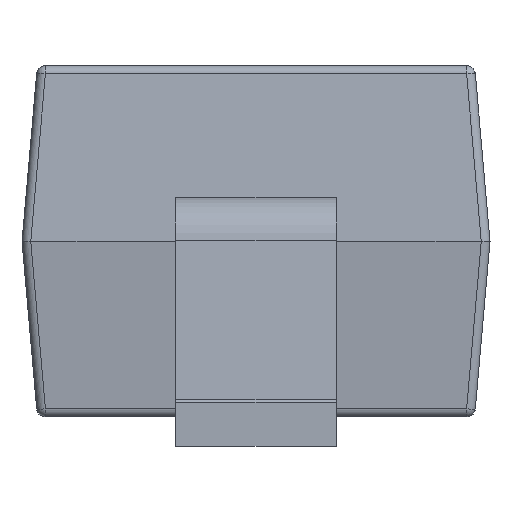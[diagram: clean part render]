
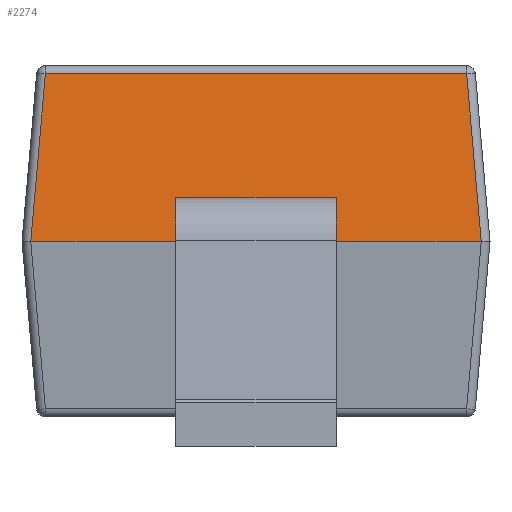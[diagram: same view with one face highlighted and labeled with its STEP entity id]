
A CAD part, left-side view. The second image highlights one B-rep face of the part: STEP entity #2274.
In plain terms, the highlighted planar face has unit normal (-0.996, 0, 0.087).
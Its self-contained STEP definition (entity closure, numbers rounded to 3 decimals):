
#114 = ORIENTED_EDGE ( 'NONE', *, *, #3106, .T. ) ;
#193 = VERTEX_POINT ( 'NONE', #5141 ) ;
#210 = VERTEX_POINT ( 'NONE', #5714 ) ;
#249 = DIRECTION ( 'NONE',  ( 0.087, 0., 0.996 ) ) ;
#250 = CARTESIAN_POINT ( 'NONE',  ( -1.337, -0.275, 0.15 ) ) ;
#461 = EDGE_CURVE ( 'NONE', #4900, #193, #2794, .T. ) ;
#570 = EDGE_LOOP ( 'NONE', ( #7538, #7452, #7164, #4725, #810, #4776, #3221, #114 ) ) ;
#573 = DIRECTION ( 'NONE',  ( 0., -1., 0. ) ) ;
#629 = DIRECTION ( 'NONE',  ( -0.087, 0.087, -0.992 ) ) ;
#660 = CARTESIAN_POINT ( 'NONE',  ( -1.35, 0.8, 0. ) ) ;
#729 = CARTESIAN_POINT ( 'NONE',  ( -1.337, 0.275, 0.15 ) ) ;
#761 = VERTEX_POINT ( 'NONE', #2072 ) ;
#810 = ORIENTED_EDGE ( 'NONE', *, *, #2388, .T. ) ;
#977 = DIRECTION ( 'NONE',  ( 0., -1., 0. ) ) ;
#1023 = DIRECTION ( 'NONE',  ( 0.087, 0.087, 0.992 ) ) ;
#1027 = VECTOR ( 'NONE', #573, 1000. ) ;
#1310 = VERTEX_POINT ( 'NONE', #250 ) ;
#1445 = EDGE_CURVE ( 'NONE', #761, #210, #4391, .T. ) ;
#1508 = CARTESIAN_POINT ( 'NONE',  ( -1.337, 0.8, 0.15 ) ) ;
#1535 = CARTESIAN_POINT ( 'NONE',  ( -1.35, -0.77, 0. ) ) ;
#1959 = LINE ( 'NONE', #2358, #2587 ) ;
#2072 = CARTESIAN_POINT ( 'NONE',  ( -1.3, -0.72, 0.573 ) ) ;
#2077 = DIRECTION ( 'NONE',  ( 0., 1., 0. ) ) ;
#2248 = VECTOR ( 'NONE', #5415, 1000. ) ;
#2274 = ADVANCED_FACE ( 'NONE', ( #5697 ), #6046, .T. ) ;
#2286 = LINE ( 'NONE', #1508, #6426 ) ;
#2358 = CARTESIAN_POINT ( 'NONE',  ( -1.35, -0.275, 0. ) ) ;
#2370 = CARTESIAN_POINT ( 'NONE',  ( -1.35, 0.8, 0. ) ) ;
#2388 = EDGE_CURVE ( 'NONE', #5056, #1310, #2286, .T. ) ;
#2587 = VECTOR ( 'NONE', #5250, 1000. ) ;
#2794 = LINE ( 'NONE', #2370, #1027 ) ;
#2967 = CARTESIAN_POINT ( 'NONE',  ( -1.35, 0.275, 0. ) ) ;
#3017 = EDGE_CURVE ( 'NONE', #5813, #1310, #1959, .T. ) ;
#3106 = EDGE_CURVE ( 'NONE', #7342, #761, #5307, .T. ) ;
#3221 = ORIENTED_EDGE ( 'NONE', *, *, #6962, .T. ) ;
#3235 = EDGE_CURVE ( 'NONE', #193, #5056, #6567, .T. ) ;
#3570 = AXIS2_PLACEMENT_3D ( 'NONE', #5035, #5648, #249 ) ;
#3692 = VECTOR ( 'NONE', #1023, 1000. ) ;
#3863 = CARTESIAN_POINT ( 'NONE',  ( -1.35, 0.77, 0. ) ) ;
#4383 = CARTESIAN_POINT ( 'NONE',  ( -1.338, -0.758, 0.135 ) ) ;
#4391 = LINE ( 'NONE', #4481, #5824 ) ;
#4481 = CARTESIAN_POINT ( 'NONE',  ( -1.3, 0.748, 0.573 ) ) ;
#4688 = VECTOR ( 'NONE', #4762, 1000. ) ;
#4725 = ORIENTED_EDGE ( 'NONE', *, *, #3235, .T. ) ;
#4762 = DIRECTION ( 'NONE',  ( 0., -1., 0. ) ) ;
#4776 = ORIENTED_EDGE ( 'NONE', *, *, #3017, .F. ) ;
#4900 = VERTEX_POINT ( 'NONE', #3863 ) ;
#5035 = CARTESIAN_POINT ( 'NONE',  ( -1.35, 0.8, 0. ) ) ;
#5056 = VERTEX_POINT ( 'NONE', #729 ) ;
#5134 = CARTESIAN_POINT ( 'NONE',  ( -1.35, -0.275, 0. ) ) ;
#5141 = CARTESIAN_POINT ( 'NONE',  ( -1.35, 0.275, 0. ) ) ;
#5250 = DIRECTION ( 'NONE',  ( 0.087, 0., 0.996 ) ) ;
#5307 = LINE ( 'NONE', #4383, #3692 ) ;
#5415 = DIRECTION ( 'NONE',  ( 0.087, 0., 0.996 ) ) ;
#5437 = LINE ( 'NONE', #660, #4688 ) ;
#5648 = DIRECTION ( 'NONE',  ( -0.996, 0., 0.087 ) ) ;
#5697 = FACE_OUTER_BOUND ( 'NONE', #570, .T. ) ;
#5714 = CARTESIAN_POINT ( 'NONE',  ( -1.3, 0.72, 0.573 ) ) ;
#5813 = VERTEX_POINT ( 'NONE', #5134 ) ;
#5824 = VECTOR ( 'NONE', #2077, 1000. ) ;
#5884 = CARTESIAN_POINT ( 'NONE',  ( -1.35, 0.77, -0.003 ) ) ;
#6046 = PLANE ( 'NONE',  #3570 ) ;
#6083 = VECTOR ( 'NONE', #629, 1000. ) ;
#6426 = VECTOR ( 'NONE', #977, 1000. ) ;
#6496 = EDGE_CURVE ( 'NONE', #210, #4900, #6722, .T. ) ;
#6567 = LINE ( 'NONE', #2967, #2248 ) ;
#6722 = LINE ( 'NONE', #5884, #6083 ) ;
#6962 = EDGE_CURVE ( 'NONE', #5813, #7342, #5437, .T. ) ;
#7164 = ORIENTED_EDGE ( 'NONE', *, *, #461, .T. ) ;
#7342 = VERTEX_POINT ( 'NONE', #1535 ) ;
#7452 = ORIENTED_EDGE ( 'NONE', *, *, #6496, .T. ) ;
#7538 = ORIENTED_EDGE ( 'NONE', *, *, #1445, .T. ) ;
